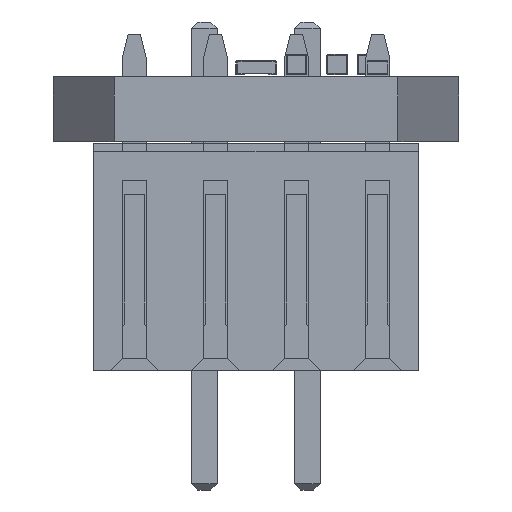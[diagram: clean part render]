
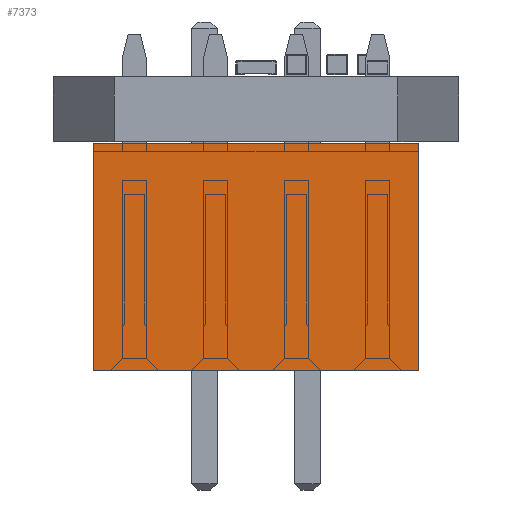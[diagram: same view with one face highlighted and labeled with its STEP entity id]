
A CAD part, front view. The second image highlights one B-rep face of the part: STEP entity #7373.
In plain terms, the highlighted face is planar.
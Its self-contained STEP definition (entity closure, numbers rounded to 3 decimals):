
#4207 = PLANE('',#4208);
#4208 = AXIS2_PLACEMENT_3D('',#4209,#4210,#4211);
#4209 = CARTESIAN_POINT('',(-3.,-7.,0.));
#4210 = DIRECTION('',(0.,1.,0.));
#4211 = DIRECTION('',(1.,0.,0.));
#4235 = PLANE('',#4236);
#4236 = AXIS2_PLACEMENT_3D('',#4237,#4238,#4239);
#4237 = CARTESIAN_POINT('',(1.,-7.,5.6));
#4238 = DIRECTION('',(-0.,0.,-1.));
#4239 = DIRECTION('',(0.,-1.,-0.));
#4263 = PLANE('',#4264);
#4264 = AXIS2_PLACEMENT_3D('',#4265,#4266,#4267);
#4265 = CARTESIAN_POINT('',(1.,1.,0.));
#4266 = DIRECTION('',(0.,-1.,0.));
#4267 = DIRECTION('',(-1.,0.,0.));
#4305 = VERTEX_POINT('',#4306);
#4306 = CARTESIAN_POINT('',(-3.,-7.,0.));
#4322 = PLANE('',#4323);
#4323 = AXIS2_PLACEMENT_3D('',#4324,#4325,#4326);
#4324 = CARTESIAN_POINT('',(1.,-7.,0.));
#4325 = DIRECTION('',(-0.,0.,-1.));
#4326 = DIRECTION('',(0.,-1.,-0.));
#4334 = EDGE_CURVE('',#4305,#4335,#4337,.T.);
#4335 = VERTEX_POINT('',#4336);
#4336 = CARTESIAN_POINT('',(-3.,-7.,5.6));
#4337 = SURFACE_CURVE('',#4338,(#4342,#4349),.PCURVE_S1.);
#4338 = LINE('',#4339,#4340);
#4339 = CARTESIAN_POINT('',(-3.,-7.,0.));
#4340 = VECTOR('',#4341,1.);
#4341 = DIRECTION('',(0.,0.,1.));
#4342 = PCURVE('',#4207,#4343);
#4343 = DEFINITIONAL_REPRESENTATION('',(#4344),#4348);
#4344 = LINE('',#4345,#4346);
#4345 = CARTESIAN_POINT('',(0.,0.));
#4346 = VECTOR('',#4347,1.);
#4347 = DIRECTION('',(0.,-1.));
#4348 = ( GEOMETRIC_REPRESENTATION_CONTEXT(2) 
PARAMETRIC_REPRESENTATION_CONTEXT() REPRESENTATION_CONTEXT('2D SPACE',''
  ) );
#4349 = PCURVE('',#4350,#4355);
#4350 = PLANE('',#4351);
#4351 = AXIS2_PLACEMENT_3D('',#4352,#4353,#4354);
#4352 = CARTESIAN_POINT('',(-3.,1.,0.));
#4353 = DIRECTION('',(1.,0.,0.));
#4354 = DIRECTION('',(0.,-1.,0.));
#4355 = DEFINITIONAL_REPRESENTATION('',(#4356),#4360);
#4356 = LINE('',#4357,#4358);
#4357 = CARTESIAN_POINT('',(8.,0.));
#4358 = VECTOR('',#4359,1.);
#4359 = DIRECTION('',(0.,-1.));
#4360 = ( GEOMETRIC_REPRESENTATION_CONTEXT(2) 
PARAMETRIC_REPRESENTATION_CONTEXT() REPRESENTATION_CONTEXT('2D SPACE',''
  ) );
#4517 = VERTEX_POINT('',#4518);
#4518 = CARTESIAN_POINT('',(-3.,1.,5.6));
#4539 = EDGE_CURVE('',#4540,#4517,#4542,.T.);
#4540 = VERTEX_POINT('',#4541);
#4541 = CARTESIAN_POINT('',(-3.,1.,0.));
#4542 = SURFACE_CURVE('',#4543,(#4547,#4554),.PCURVE_S1.);
#4543 = LINE('',#4544,#4545);
#4544 = CARTESIAN_POINT('',(-3.,1.,0.));
#4545 = VECTOR('',#4546,1.);
#4546 = DIRECTION('',(0.,0.,1.));
#4547 = PCURVE('',#4263,#4548);
#4548 = DEFINITIONAL_REPRESENTATION('',(#4549),#4553);
#4549 = LINE('',#4550,#4551);
#4550 = CARTESIAN_POINT('',(4.,0.));
#4551 = VECTOR('',#4552,1.);
#4552 = DIRECTION('',(0.,-1.));
#4553 = ( GEOMETRIC_REPRESENTATION_CONTEXT(2) 
PARAMETRIC_REPRESENTATION_CONTEXT() REPRESENTATION_CONTEXT('2D SPACE',''
  ) );
#4554 = PCURVE('',#4350,#4555);
#4555 = DEFINITIONAL_REPRESENTATION('',(#4556),#4560);
#4556 = LINE('',#4557,#4558);
#4557 = CARTESIAN_POINT('',(0.,0.));
#4558 = VECTOR('',#4559,1.);
#4559 = DIRECTION('',(0.,-1.));
#4560 = ( GEOMETRIC_REPRESENTATION_CONTEXT(2) 
PARAMETRIC_REPRESENTATION_CONTEXT() REPRESENTATION_CONTEXT('2D SPACE',''
  ) );
#4684 = EDGE_CURVE('',#4517,#4335,#4685,.T.);
#4685 = SURFACE_CURVE('',#4686,(#4690,#4697),.PCURVE_S1.);
#4686 = LINE('',#4687,#4688);
#4687 = CARTESIAN_POINT('',(-3.,1.,5.6));
#4688 = VECTOR('',#4689,1.);
#4689 = DIRECTION('',(0.,-1.,0.));
#4690 = PCURVE('',#4235,#4691);
#4691 = DEFINITIONAL_REPRESENTATION('',(#4692),#4696);
#4692 = LINE('',#4693,#4694);
#4693 = CARTESIAN_POINT('',(-8.,4.));
#4694 = VECTOR('',#4695,1.);
#4695 = DIRECTION('',(1.,0.));
#4696 = ( GEOMETRIC_REPRESENTATION_CONTEXT(2) 
PARAMETRIC_REPRESENTATION_CONTEXT() REPRESENTATION_CONTEXT('2D SPACE',''
  ) );
#4697 = PCURVE('',#4350,#4698);
#4698 = DEFINITIONAL_REPRESENTATION('',(#4699),#4703);
#4699 = LINE('',#4700,#4701);
#4700 = CARTESIAN_POINT('',(0.,-5.6));
#4701 = VECTOR('',#4702,1.);
#4702 = DIRECTION('',(1.,0.));
#4703 = ( GEOMETRIC_REPRESENTATION_CONTEXT(2) 
PARAMETRIC_REPRESENTATION_CONTEXT() REPRESENTATION_CONTEXT('2D SPACE',''
  ) );
#5643 = EDGE_CURVE('',#4540,#4305,#5644,.T.);
#5644 = SURFACE_CURVE('',#5645,(#5649,#5656),.PCURVE_S1.);
#5645 = LINE('',#5646,#5647);
#5646 = CARTESIAN_POINT('',(-3.,1.,0.));
#5647 = VECTOR('',#5648,1.);
#5648 = DIRECTION('',(0.,-1.,0.));
#5649 = PCURVE('',#4322,#5650);
#5650 = DEFINITIONAL_REPRESENTATION('',(#5651),#5655);
#5651 = LINE('',#5652,#5653);
#5652 = CARTESIAN_POINT('',(-8.,4.));
#5653 = VECTOR('',#5654,1.);
#5654 = DIRECTION('',(1.,0.));
#5655 = ( GEOMETRIC_REPRESENTATION_CONTEXT(2) 
PARAMETRIC_REPRESENTATION_CONTEXT() REPRESENTATION_CONTEXT('2D SPACE',''
  ) );
#5656 = PCURVE('',#4350,#5657);
#5657 = DEFINITIONAL_REPRESENTATION('',(#5658),#5662);
#5658 = LINE('',#5659,#5660);
#5659 = CARTESIAN_POINT('',(0.,0.));
#5660 = VECTOR('',#5661,1.);
#5661 = DIRECTION('',(1.,0.));
#5662 = ( GEOMETRIC_REPRESENTATION_CONTEXT(2) 
PARAMETRIC_REPRESENTATION_CONTEXT() REPRESENTATION_CONTEXT('2D SPACE',''
  ) );
#7373 = ADVANCED_FACE('',(#7374),#4350,.F.);
#7374 = FACE_BOUND('',#7375,.F.);
#7375 = EDGE_LOOP('',(#7376,#7377,#7378,#7379));
#7376 = ORIENTED_EDGE('',*,*,#4539,.T.);
#7377 = ORIENTED_EDGE('',*,*,#4684,.T.);
#7378 = ORIENTED_EDGE('',*,*,#4334,.F.);
#7379 = ORIENTED_EDGE('',*,*,#5643,.F.);
